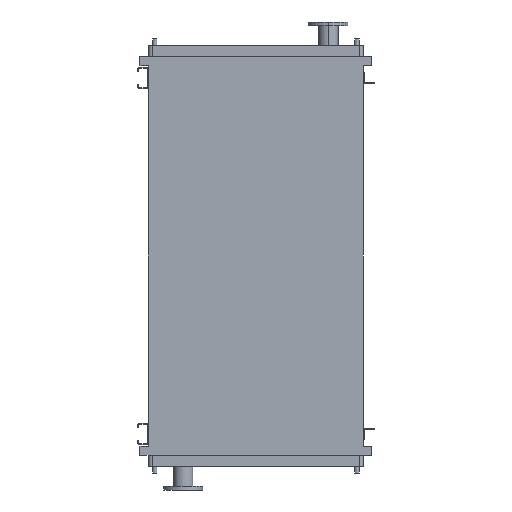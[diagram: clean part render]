
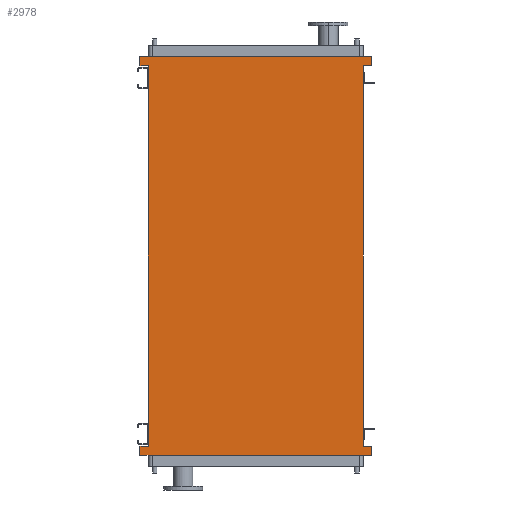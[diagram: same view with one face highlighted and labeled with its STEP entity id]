
A CAD part, front view. The second image highlights one B-rep face of the part: STEP entity #2978.
In plain terms, the highlighted planar face has unit normal (0, -1, 0).
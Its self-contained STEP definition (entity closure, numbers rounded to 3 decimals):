
#95 = ORIENTED_EDGE ( 'NONE', *, *, #559, .F. ) ;
#102 = EDGE_CURVE ( 'NONE', #243, #2266, #2218, .T. ) ;
#116 = EDGE_CURVE ( 'NONE', #6907, #228, #4742, .T. ) ;
#228 = VERTEX_POINT ( 'NONE', #432 ) ;
#243 = VERTEX_POINT ( 'NONE', #2956 ) ;
#275 = DIRECTION ( 'NONE',  ( 0., 0., -1. ) ) ;
#353 = CARTESIAN_POINT ( 'NONE',  ( -651., 0., -2145. ) ) ;
#432 = CARTESIAN_POINT ( 'NONE',  ( 605., 0., 43. ) ) ;
#462 = VECTOR ( 'NONE', #1586, 1000. ) ;
#519 = DIRECTION ( 'NONE',  ( 0., 0., 1. ) ) ;
#552 = DIRECTION ( 'NONE',  ( -1., 0., 0. ) ) ;
#559 = EDGE_CURVE ( 'NONE', #3335, #4600, #1151, .T. ) ;
#957 = VECTOR ( 'NONE', #10757, 1000. ) ;
#1040 = AXIS2_PLACEMENT_3D ( 'NONE', #5531, #7920, #275 ) ;
#1072 = PLANE ( 'NONE',  #1040 ) ;
#1151 = LINE ( 'NONE', #2041, #9414 ) ;
#1293 = ORIENTED_EDGE ( 'NONE', *, *, #1598, .F. ) ;
#1397 = LINE ( 'NONE', #10710, #3200 ) ;
#1493 = CARTESIAN_POINT ( 'NONE',  ( -605., 0., 43. ) ) ;
#1586 = DIRECTION ( 'NONE',  ( 0., 0., 1. ) ) ;
#1598 = EDGE_CURVE ( 'NONE', #7415, #4183, #7369, .T. ) ;
#1733 = EDGE_CURVE ( 'NONE', #3639, #7492, #4854, .T. ) ;
#1772 = LINE ( 'NONE', #6837, #9045 ) ;
#1790 = EDGE_CURVE ( 'NONE', #4183, #243, #1772, .T. ) ;
#1809 = CARTESIAN_POINT ( 'NONE',  ( -651., 0., -2145. ) ) ;
#1912 = VECTOR ( 'NONE', #3863, 1000. ) ;
#1924 = VECTOR ( 'NONE', #7889, 1000. ) ;
#2041 = CARTESIAN_POINT ( 'NONE',  ( -651., 0., 95. ) ) ;
#2218 = LINE ( 'NONE', #9759, #957 ) ;
#2227 = ORIENTED_EDGE ( 'NONE', *, *, #1790, .F. ) ;
#2264 = CARTESIAN_POINT ( 'NONE',  ( -651., 0., 43. ) ) ;
#2266 = VERTEX_POINT ( 'NONE', #1809 ) ;
#2382 = CARTESIAN_POINT ( 'NONE',  ( 651., 0., 43. ) ) ;
#2420 = LINE ( 'NONE', #6657, #462 ) ;
#2956 = CARTESIAN_POINT ( 'NONE',  ( 651., 0., -2145. ) ) ;
#2978 = ADVANCED_FACE ( 'NONE', ( #6985 ), #1072, .T. ) ;
#3042 = LINE ( 'NONE', #4777, #4725 ) ;
#3048 = ORIENTED_EDGE ( 'NONE', *, *, #6583, .F. ) ;
#3050 = EDGE_CURVE ( 'NONE', #9712, #3335, #1397, .T. ) ;
#3200 = VECTOR ( 'NONE', #552, 1000. ) ;
#3300 = ORIENTED_EDGE ( 'NONE', *, *, #6494, .F. ) ;
#3335 = VERTEX_POINT ( 'NONE', #2264 ) ;
#3343 = DIRECTION ( 'NONE',  ( 0., 0., -1. ) ) ;
#3355 = ORIENTED_EDGE ( 'NONE', *, *, #10253, .F. ) ;
#3360 = ORIENTED_EDGE ( 'NONE', *, *, #1733, .F. ) ;
#3377 = CARTESIAN_POINT ( 'NONE',  ( 605., 0., -2093. ) ) ;
#3639 = VERTEX_POINT ( 'NONE', #6978 ) ;
#3820 = VECTOR ( 'NONE', #9814, 1000. ) ;
#3863 = DIRECTION ( 'NONE',  ( 1., 0., 0. ) ) ;
#3898 = CARTESIAN_POINT ( 'NONE',  ( -651., 0., 95. ) ) ;
#3980 = ORIENTED_EDGE ( 'NONE', *, *, #3050, .F. ) ;
#4105 = LINE ( 'NONE', #5770, #5078 ) ;
#4171 = LINE ( 'NONE', #2382, #5940 ) ;
#4183 = VERTEX_POINT ( 'NONE', #9317 ) ;
#4236 = VECTOR ( 'NONE', #8529, 1000. ) ;
#4600 = VERTEX_POINT ( 'NONE', #3898 ) ;
#4706 = CARTESIAN_POINT ( 'NONE',  ( 651., 0., 43. ) ) ;
#4725 = VECTOR ( 'NONE', #6651, 1000. ) ;
#4728 = CARTESIAN_POINT ( 'NONE',  ( 651., 0., 95. ) ) ;
#4742 = LINE ( 'NONE', #8076, #3820 ) ;
#4777 = CARTESIAN_POINT ( 'NONE',  ( 651., 0., 95. ) ) ;
#4836 = EDGE_CURVE ( 'NONE', #7415, #228, #2420, .T. ) ;
#4854 = LINE ( 'NONE', #8587, #4236 ) ;
#5078 = VECTOR ( 'NONE', #519, 1000. ) ;
#5335 = EDGE_LOOP ( 'NONE', ( #9247, #7638, #6385, #3048, #95, #3980, #3300, #3360, #3355, #9454, #2227, #1293 ) ) ;
#5531 = CARTESIAN_POINT ( 'NONE',  ( -605., 0., -2050. ) ) ;
#5770 = CARTESIAN_POINT ( 'NONE',  ( -605., 0., -2050. ) ) ;
#5940 = VECTOR ( 'NONE', #7569, 1000. ) ;
#6093 = CARTESIAN_POINT ( 'NONE',  ( -605., 0., -2093. ) ) ;
#6358 = CARTESIAN_POINT ( 'NONE',  ( 605., 0., -2093. ) ) ;
#6385 = ORIENTED_EDGE ( 'NONE', *, *, #7915, .F. ) ;
#6494 = EDGE_CURVE ( 'NONE', #7492, #9712, #4105, .T. ) ;
#6583 = EDGE_CURVE ( 'NONE', #4600, #10033, #3042, .T. ) ;
#6651 = DIRECTION ( 'NONE',  ( 1., 0., 0. ) ) ;
#6657 = CARTESIAN_POINT ( 'NONE',  ( 605., 0., -2050. ) ) ;
#6837 = CARTESIAN_POINT ( 'NONE',  ( 651., 0., -2093. ) ) ;
#6907 = VERTEX_POINT ( 'NONE', #4706 ) ;
#6949 = LINE ( 'NONE', #353, #1924 ) ;
#6978 = CARTESIAN_POINT ( 'NONE',  ( -651., 0., -2093. ) ) ;
#6985 = FACE_OUTER_BOUND ( 'NONE', #5335, .T. ) ;
#7293 = DIRECTION ( 'NONE',  ( 0., 0., 1. ) ) ;
#7369 = LINE ( 'NONE', #6358, #1912 ) ;
#7415 = VERTEX_POINT ( 'NONE', #3377 ) ;
#7492 = VERTEX_POINT ( 'NONE', #6093 ) ;
#7569 = DIRECTION ( 'NONE',  ( 0., 0., -1. ) ) ;
#7638 = ORIENTED_EDGE ( 'NONE', *, *, #116, .F. ) ;
#7889 = DIRECTION ( 'NONE',  ( 0., 0., 1. ) ) ;
#7915 = EDGE_CURVE ( 'NONE', #10033, #6907, #4171, .T. ) ;
#7920 = DIRECTION ( 'NONE',  ( 0., -1., 0. ) ) ;
#8076 = CARTESIAN_POINT ( 'NONE',  ( 605., 0., 43. ) ) ;
#8529 = DIRECTION ( 'NONE',  ( 1., 0., 0. ) ) ;
#8587 = CARTESIAN_POINT ( 'NONE',  ( -651., 0., -2093. ) ) ;
#9045 = VECTOR ( 'NONE', #3343, 1000. ) ;
#9247 = ORIENTED_EDGE ( 'NONE', *, *, #4836, .T. ) ;
#9317 = CARTESIAN_POINT ( 'NONE',  ( 651., 0., -2093. ) ) ;
#9414 = VECTOR ( 'NONE', #7293, 1000. ) ;
#9454 = ORIENTED_EDGE ( 'NONE', *, *, #102, .F. ) ;
#9712 = VERTEX_POINT ( 'NONE', #1493 ) ;
#9759 = CARTESIAN_POINT ( 'NONE',  ( 651., 0., -2145. ) ) ;
#9814 = DIRECTION ( 'NONE',  ( -1., 0., 0. ) ) ;
#10033 = VERTEX_POINT ( 'NONE', #4728 ) ;
#10253 = EDGE_CURVE ( 'NONE', #2266, #3639, #6949, .T. ) ;
#10710 = CARTESIAN_POINT ( 'NONE',  ( -651., 0., 43. ) ) ;
#10757 = DIRECTION ( 'NONE',  ( -1., 0., 0. ) ) ;
